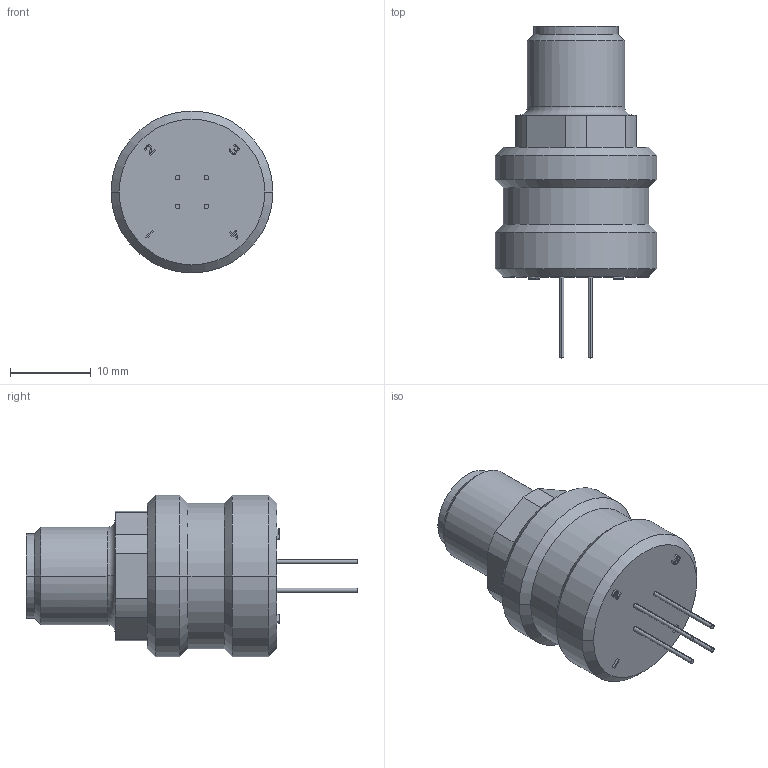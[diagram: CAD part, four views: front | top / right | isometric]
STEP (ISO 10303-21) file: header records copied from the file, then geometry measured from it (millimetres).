
FILE_DESCRIPTION((''),'2;1');
FILE_NAME('CAD-7284_SW0001','2021-07-08T08:36:45',('creinig-se'),(''),'CREO PARAMETRIC BY PTC INC, 2019292','CREO PARAMETRIC BY PTC INC, 2019292','');
FILE_SCHEMA(('CONFIG_CONTROL_DESIGN','SHAPE_APPEARANCE_LAYERS_GROUPS'));
Length unit declared in the file: millimetre
Products named in the file (1): CAD-7284_SW0001
Bounding box: 20 x 41 x 20 mm (x, y, z)
Volume: 6106.3 mm3; surface area: 2619 mm2
Topology: 1 solids, 1 shells, 225 faces, 603 edges, 396 vertices
Faces by surface type: plane 135, cylinder 61, cone 18, bspline 8, torus 3
Entity records: 8871 total; most frequent: CARTESIAN_POINT 1455, DIRECTION 1210, ORIENTED_EDGE 1206, EDGE_CURVE 603, VECTOR 426, LINE 426, VERTEX_POINT 396, AXIS2_PLACEMENT_3D 392
